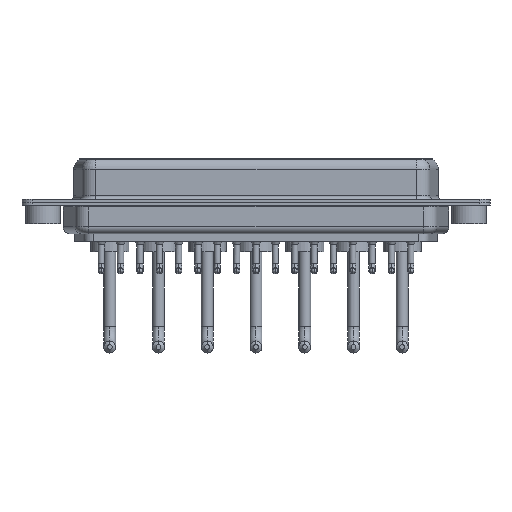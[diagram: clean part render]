
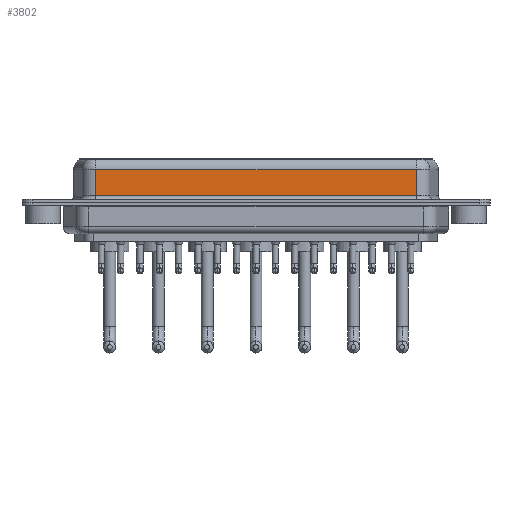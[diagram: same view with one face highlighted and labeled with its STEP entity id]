
A CAD part, front view. The second image highlights one B-rep face of the part: STEP entity #3802.
In plain terms, the highlighted planar face has unit normal (0, -1, 0).
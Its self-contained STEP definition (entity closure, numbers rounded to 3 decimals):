
#255 = CARTESIAN_POINT ( 'NONE',  ( 53.41, -5.375, 0.9 ) ) ;
#496 = EDGE_LOOP ( 'NONE', ( #17417, #16750, #10211, #2265 ) ) ;
#1101 = LINE ( 'NONE', #21109, #7624 ) ;
#1246 = VERTEX_POINT ( 'NONE', #14453 ) ;
#2265 = ORIENTED_EDGE ( 'NONE', *, *, #12484, .T. ) ;
#2788 = VECTOR ( 'NONE', #19151, 1000. ) ;
#2991 = CARTESIAN_POINT ( 'NONE',  ( 7.59, -5.375, 4.65 ) ) ;
#3348 = VERTEX_POINT ( 'NONE', #3990 ) ;
#3802 = ADVANCED_FACE ( 'NONE', ( #17749 ), #14938, .F. ) ;
#3990 = CARTESIAN_POINT ( 'NONE',  ( 7.59, -5.375, 0.9 ) ) ;
#6232 = DIRECTION ( 'NONE',  ( -1., 0., 0. ) ) ;
#6341 = DIRECTION ( 'NONE',  ( 0., 0., 1. ) ) ;
#6541 = VERTEX_POINT ( 'NONE', #12882 ) ;
#6817 = LINE ( 'NONE', #255, #9431 ) ;
#7624 = VECTOR ( 'NONE', #12520, 1000. ) ;
#8037 = EDGE_CURVE ( 'NONE', #1246, #6541, #16034, .T. ) ;
#8896 = EDGE_CURVE ( 'NONE', #19309, #3348, #1101, .T. ) ;
#9431 = VECTOR ( 'NONE', #9838, 1000. ) ;
#9838 = DIRECTION ( 'NONE',  ( 1., 0., 0. ) ) ;
#10211 = ORIENTED_EDGE ( 'NONE', *, *, #8896, .T. ) ;
#12101 = EDGE_CURVE ( 'NONE', #1246, #19309, #20962, .T. ) ;
#12484 = EDGE_CURVE ( 'NONE', #3348, #6541, #6817, .T. ) ;
#12520 = DIRECTION ( 'NONE',  ( 0., 0., -1. ) ) ;
#12882 = CARTESIAN_POINT ( 'NONE',  ( 53.41, -5.375, 0.9 ) ) ;
#13113 = CARTESIAN_POINT ( 'NONE',  ( 53.41, -5.375, 4.65 ) ) ;
#14214 = VECTOR ( 'NONE', #6232, 1000. ) ;
#14453 = CARTESIAN_POINT ( 'NONE',  ( 53.41, -5.375, 4.65 ) ) ;
#14938 = PLANE ( 'NONE',  #18136 ) ;
#16034 = LINE ( 'NONE', #17328, #2788 ) ;
#16750 = ORIENTED_EDGE ( 'NONE', *, *, #12101, .T. ) ;
#17328 = CARTESIAN_POINT ( 'NONE',  ( 53.41, -5.375, 6.4 ) ) ;
#17417 = ORIENTED_EDGE ( 'NONE', *, *, #8037, .F. ) ;
#17749 = FACE_OUTER_BOUND ( 'NONE', #496, .T. ) ;
#17965 = DIRECTION ( 'NONE',  ( 0., 1., 0. ) ) ;
#18072 = CARTESIAN_POINT ( 'NONE',  ( 53.41, -5.375, 6.4 ) ) ;
#18136 = AXIS2_PLACEMENT_3D ( 'NONE', #18072, #17965, #6341 ) ;
#19151 = DIRECTION ( 'NONE',  ( 0., 0., -1. ) ) ;
#19309 = VERTEX_POINT ( 'NONE', #2991 ) ;
#20962 = LINE ( 'NONE', #13113, #14214 ) ;
#21109 = CARTESIAN_POINT ( 'NONE',  ( 7.59, -5.375, 6.4 ) ) ;
